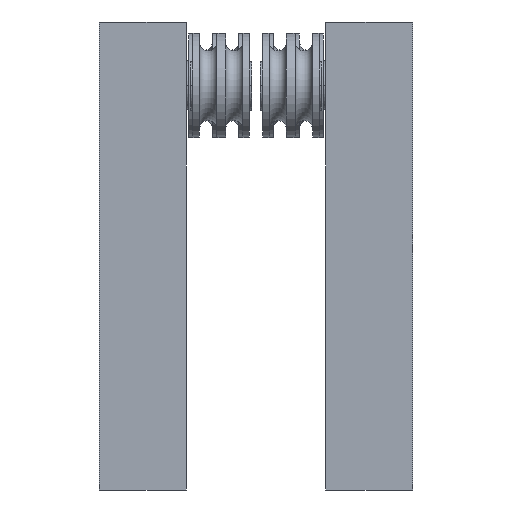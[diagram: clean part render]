
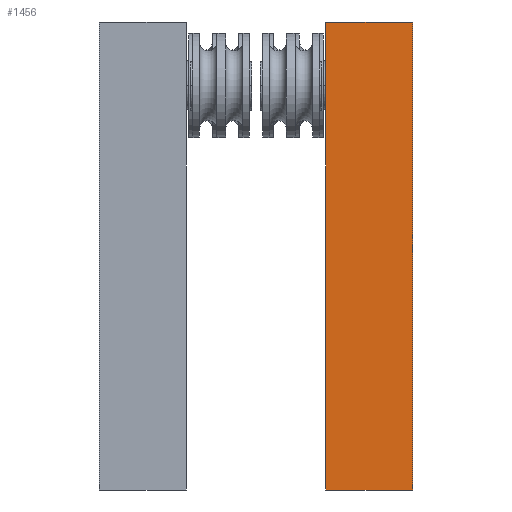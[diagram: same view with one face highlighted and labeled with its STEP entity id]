
A CAD part, top view. The second image highlights one B-rep face of the part: STEP entity #1456.
In plain terms, the highlighted planar face has unit normal (0, 0, 1).
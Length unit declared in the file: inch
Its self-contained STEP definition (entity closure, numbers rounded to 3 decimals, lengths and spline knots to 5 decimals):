
#91=PLANE('',#1612);
#148=FACE_OUTER_BOUND('',#229,.T.);
#229=EDGE_LOOP('',(#1102,#1103,#1104,#1105));
#332=LINE('',#2347,#437);
#348=LINE('',#2400,#453);
#349=LINE('',#2402,#454);
#350=LINE('',#2403,#455);
#437=VECTOR('',#1843,0.3937);
#453=VECTOR('',#1899,0.3937);
#454=VECTOR('',#1902,0.3937);
#455=VECTOR('',#1903,0.3937);
#656=VERTEX_POINT('',#2344);
#657=VERTEX_POINT('',#2346);
#673=VERTEX_POINT('',#2396);
#674=VERTEX_POINT('',#2398);
#813=EDGE_CURVE('',#656,#657,#332,.T.);
#839=EDGE_CURVE('',#673,#674,#348,.T.);
#840=EDGE_CURVE('',#656,#673,#349,.T.);
#841=EDGE_CURVE('',#657,#674,#350,.T.);
#1102=ORIENTED_EDGE('',*,*,#840,.T.);
#1103=ORIENTED_EDGE('',*,*,#839,.T.);
#1104=ORIENTED_EDGE('',*,*,#841,.F.);
#1105=ORIENTED_EDGE('',*,*,#813,.F.);
#1456=ADVANCED_FACE('',(#148),#91,.T.);
#1612=AXIS2_PLACEMENT_3D('',#2401,#1900,#1901);
#1843=DIRECTION('',(1.,0.,0.));
#1899=DIRECTION('',(1.,0.,0.));
#1900=DIRECTION('center_axis',(0.,0.,1.));
#1901=DIRECTION('ref_axis',(0.,-1.,0.));
#1902=DIRECTION('',(0.,-1.,0.));
#1903=DIRECTION('',(0.,-1.,0.));
#2344=CARTESIAN_POINT('',(1.,26.,22.));
#2346=CARTESIAN_POINT('',(2.25,26.,22.));
#2347=CARTESIAN_POINT('',(1.,26.,22.));
#2396=CARTESIAN_POINT('',(1.,19.27246,22.));
#2398=CARTESIAN_POINT('',(2.25,19.27246,22.));
#2400=CARTESIAN_POINT('',(1.,19.27246,22.));
#2401=CARTESIAN_POINT('Origin',(1.,26.,22.));
#2402=CARTESIAN_POINT('',(1.,26.,22.));
#2403=CARTESIAN_POINT('',(2.25,26.,22.));
